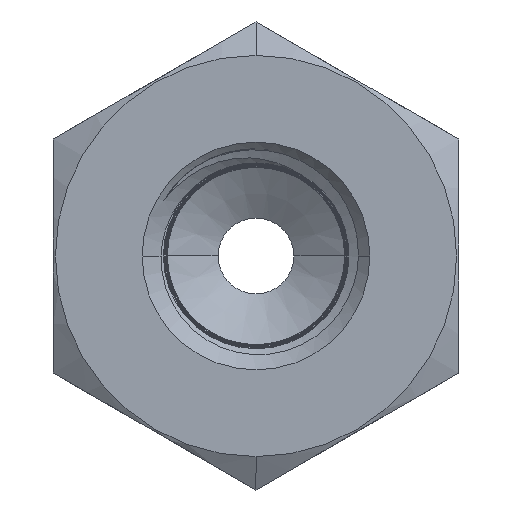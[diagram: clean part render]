
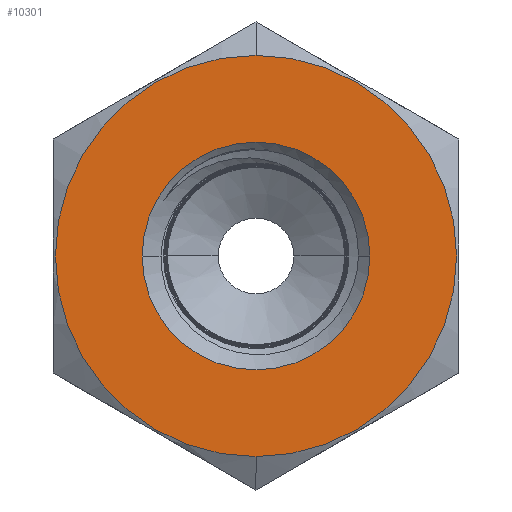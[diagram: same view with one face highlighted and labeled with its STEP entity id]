
A CAD part, front view. The second image highlights one B-rep face of the part: STEP entity #10301.
In plain terms, the highlighted planar face has unit normal (0, -1, 0).
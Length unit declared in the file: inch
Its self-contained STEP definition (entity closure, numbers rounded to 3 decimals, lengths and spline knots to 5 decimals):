
#76 = DIRECTION ( 'NONE',  ( 0., 0., 1. ) ) ;
#477 = VERTEX_POINT ( 'NONE', #1070 ) ;
#509 = CARTESIAN_POINT ( 'NONE',  ( 0., 0., 0. ) ) ;
#592 = ORIENTED_EDGE ( 'NONE', *, *, #5656, .T. ) ;
#824 = EDGE_CURVE ( 'NONE', #7239, #2090, #8773, .T. ) ;
#1062 = DIRECTION ( 'NONE',  ( 1., 0., 0. ) ) ;
#1070 = CARTESIAN_POINT ( 'NONE',  ( 0., 0., -0.495 ) ) ;
#1102 = DIRECTION ( 'NONE',  ( 0., -1., 0. ) ) ;
#1616 = DIRECTION ( 'NONE',  ( 1., 0., 0. ) ) ;
#1636 = EDGE_CURVE ( 'NONE', #2090, #7239, #10931, .T. ) ;
#1700 = CIRCLE ( 'NONE', #5415, 0.495 ) ;
#2066 = AXIS2_PLACEMENT_3D ( 'NONE', #8351, #8541, #7457 ) ;
#2090 = VERTEX_POINT ( 'NONE', #2136 ) ;
#2136 = CARTESIAN_POINT ( 'NONE',  ( -0.281, 0., 0. ) ) ;
#2344 = CARTESIAN_POINT ( 'NONE',  ( 0.281, 0., 0. ) ) ;
#2372 = CARTESIAN_POINT ( 'NONE',  ( 0., 0., 0. ) ) ;
#2741 = FACE_OUTER_BOUND ( 'NONE', #7654, .T. ) ;
#3440 = ORIENTED_EDGE ( 'NONE', *, *, #824, .F. ) ;
#4104 = ORIENTED_EDGE ( 'NONE', *, *, #1636, .F. ) ;
#4688 = DIRECTION ( 'NONE',  ( 0., 0., -1. ) ) ;
#4863 = CIRCLE ( 'NONE', #2066, 0.495 ) ;
#5415 = AXIS2_PLACEMENT_3D ( 'NONE', #509, #7345, #4688 ) ;
#5611 = AXIS2_PLACEMENT_3D ( 'NONE', #2372, #11020, #1616 ) ;
#5656 = EDGE_CURVE ( 'NONE', #9902, #477, #1700, .T. ) ;
#6228 = PLANE ( 'NONE',  #10722 ) ;
#6758 = FACE_BOUND ( 'NONE', #10635, .T. ) ;
#6911 = AXIS2_PLACEMENT_3D ( 'NONE', #7137, #1102, #1062 ) ;
#7102 = CARTESIAN_POINT ( 'NONE',  ( 0., 0., 0. ) ) ;
#7137 = CARTESIAN_POINT ( 'NONE',  ( 0., 0., 0. ) ) ;
#7239 = VERTEX_POINT ( 'NONE', #2344 ) ;
#7345 = DIRECTION ( 'NONE',  ( 0., -1., 0. ) ) ;
#7457 = DIRECTION ( 'NONE',  ( 0., 0., -1. ) ) ;
#7654 = EDGE_LOOP ( 'NONE', ( #592, #8437 ) ) ;
#8351 = CARTESIAN_POINT ( 'NONE',  ( 0., 0., 0. ) ) ;
#8437 = ORIENTED_EDGE ( 'NONE', *, *, #11008, .T. ) ;
#8541 = DIRECTION ( 'NONE',  ( 0., -1., 0. ) ) ;
#8773 = CIRCLE ( 'NONE', #6911, 0.281 ) ;
#9490 = CARTESIAN_POINT ( 'NONE',  ( 0., 0., 0.495 ) ) ;
#9698 = DIRECTION ( 'NONE',  ( 0., 1., 0. ) ) ;
#9902 = VERTEX_POINT ( 'NONE', #9490 ) ;
#10301 = ADVANCED_FACE ( 'NONE', ( #2741, #6758 ), #6228, .F. ) ;
#10635 = EDGE_LOOP ( 'NONE', ( #3440, #4104 ) ) ;
#10722 = AXIS2_PLACEMENT_3D ( 'NONE', #7102, #9698, #76 ) ;
#10931 = CIRCLE ( 'NONE', #5611, 0.281 ) ;
#11008 = EDGE_CURVE ( 'NONE', #477, #9902, #4863, .T. ) ;
#11020 = DIRECTION ( 'NONE',  ( 0., -1., 0. ) ) ;
